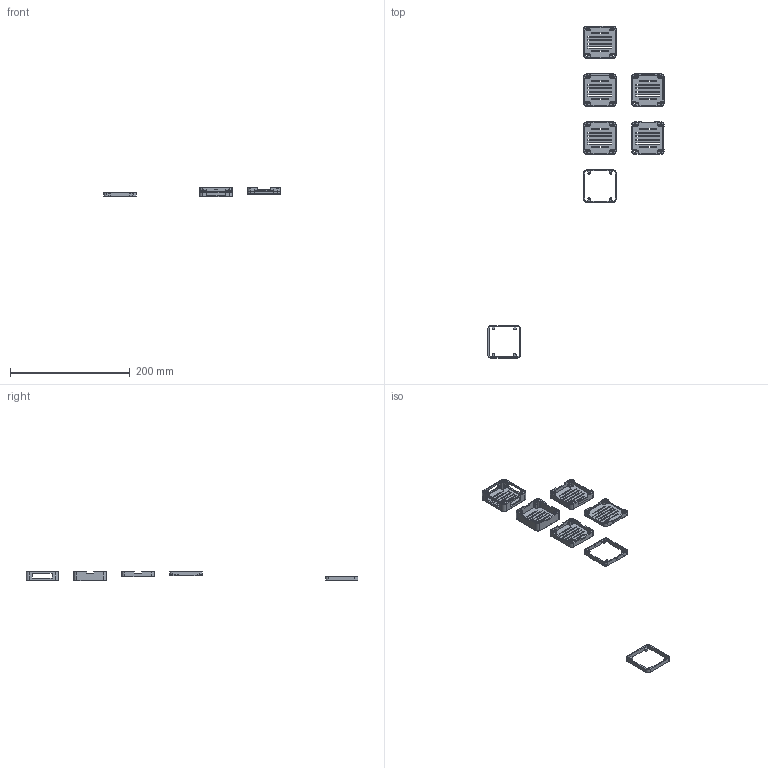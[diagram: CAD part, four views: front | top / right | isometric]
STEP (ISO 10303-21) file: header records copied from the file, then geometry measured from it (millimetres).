
FILE_DESCRIPTION(/* description */ (''),/* implementation_level */ '2;1');
FILE_NAME(/* name */ 'stack047_.stp',/* time_stamp */ '2018-03-21T14:32:09+09:00',/* author */ (''),/* organization */ (''),/* preprocessor_version */ 'ST-DEVELOPER v15.2',/* originating_system */ 'Autodesk Translator Framework v2.0.0.5431',/* authorisation */ '');
FILE_SCHEMA (('AUTOMOTIVE_DESIGN { 1 0 10303 214 3 1 1 }'));
Length unit declared in the file: centimetre
Products named in the file (1): stack047_
Bounding box: 294 x 554 x 16 mm (x, y, z)
Volume: 47344.3 mm3; surface area: 57221.4 mm2
Topology: 7 solids, 7 shells, 1002 faces, 2819 edges, 1862 vertices
Faces by surface type: plane 698, cylinder 284, torus 20
Full cylindrical faces by diameter (mm): 1.8 x24, 3.4 x20, 5.6 x20
Entity records: 32094 total; most frequent: CARTESIAN_POINT 5668, ORIENTED_EDGE 5470, DIRECTION 5341, EDGE_CURVE 2735, LINE 2119, VECTOR 2119, VERTEX_POINT 1842, AXIS2_PLACEMENT_3D 1611
